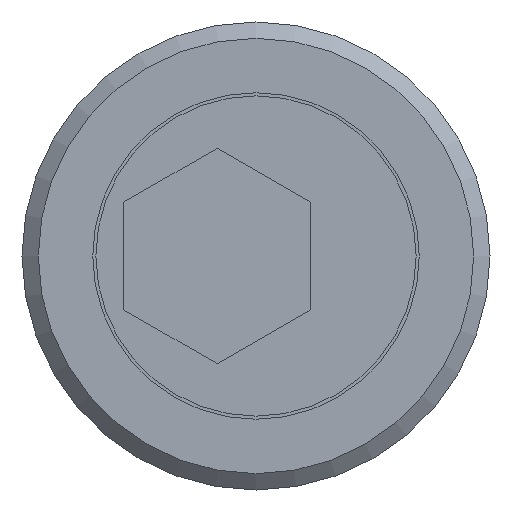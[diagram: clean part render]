
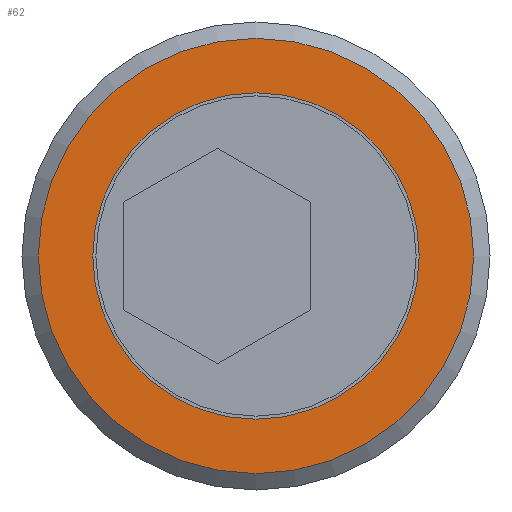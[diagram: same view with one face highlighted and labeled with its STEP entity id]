
A CAD part, left-side view. The second image highlights one B-rep face of the part: STEP entity #62.
In plain terms, the highlighted planar face has unit normal (-1, 0, 0).
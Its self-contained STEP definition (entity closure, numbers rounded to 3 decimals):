
#62 = ADVANCED_FACE( '', ( #140, #141 ), #142, .F. );
#140 = FACE_OUTER_BOUND( '', #243, .T. );
#141 = FACE_BOUND( '', #244, .T. );
#142 = PLANE( '', #245 );
#243 = EDGE_LOOP( '', ( #363 ) );
#244 = EDGE_LOOP( '', ( #364 ) );
#245 = AXIS2_PLACEMENT_3D( '', #365, #366, #367 );
#363 = ORIENTED_EDGE( '', *, *, #519, .F. );
#364 = ORIENTED_EDGE( '', *, *, #520, .T. );
#365 = CARTESIAN_POINT( '', ( 0., 8., 0. ) );
#366 = DIRECTION( '', ( 1., 0., 0. ) );
#367 = DIRECTION( '', ( 0., 1., 0. ) );
#519 = EDGE_CURVE( '', #597, #597, #598, .T. );
#520 = EDGE_CURVE( '', #599, #599, #600, .T. );
#597 = VERTEX_POINT( '', #701 );
#598 = CIRCLE( '', #702, 14. );
#599 = VERTEX_POINT( '', #703 );
#600 = CIRCLE( '', #704, 10.5 );
#701 = CARTESIAN_POINT( '', ( 0., 11.5, 0. ) );
#702 = AXIS2_PLACEMENT_3D( '', #788, #789, #790 );
#703 = CARTESIAN_POINT( '', ( 0., 8., 0. ) );
#704 = AXIS2_PLACEMENT_3D( '', #791, #792, #793 );
#788 = CARTESIAN_POINT( '', ( 0., -2.5, 0. ) );
#789 = DIRECTION( '', ( 1., 0., 0. ) );
#790 = DIRECTION( '', ( 0., 1., 0. ) );
#791 = CARTESIAN_POINT( '', ( 0., -2.5, 0. ) );
#792 = DIRECTION( '', ( 1., 0., 0. ) );
#793 = DIRECTION( '', ( 0., 1., 0. ) );
